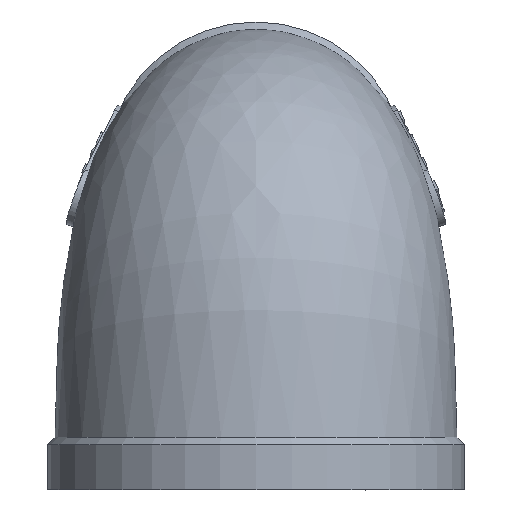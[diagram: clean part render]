
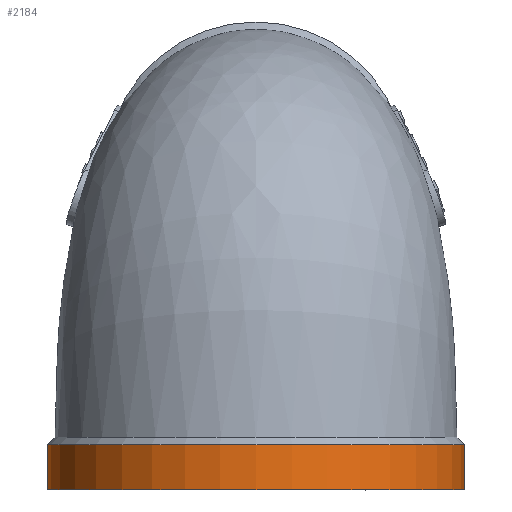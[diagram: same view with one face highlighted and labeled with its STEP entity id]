
A CAD part, left-side view. The second image highlights one B-rep face of the part: STEP entity #2184.
In plain terms, the highlighted cylindrical face has radius 27.6 mm (diameter 55.2 mm), a full revolution.
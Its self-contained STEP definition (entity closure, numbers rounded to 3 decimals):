
#25=CYLINDRICAL_SURFACE('',#2330,27.6);
#707=ORIENTED_EDGE('',*,*,#1342,.T.);
#708=ORIENTED_EDGE('',*,*,#1245,.F.);
#1245=EDGE_CURVE('',#1564,#1564,#1778,.T.);
#1342=EDGE_CURVE('',#1658,#1658,#1787,.T.);
#1564=VERTEX_POINT('',#2906);
#1658=VERTEX_POINT('',#4164);
#1778=CIRCLE('',#2318,27.6);
#1787=CIRCLE('',#2331,27.6);
#1807=EDGE_LOOP('',(#707));
#1808=EDGE_LOOP('',(#708));
#1954=FACE_BOUND('',#1807,.T.);
#1955=FACE_BOUND('',#1808,.T.);
#2184=ADVANCED_FACE('',(#1954,#1955),#25,.T.);
#2318=AXIS2_PLACEMENT_3D('',#2905,#2433,#2434);
#2330=AXIS2_PLACEMENT_3D('',#4162,#2513,#2514);
#2331=AXIS2_PLACEMENT_3D('',#4163,#2515,#2516);
#2433=DIRECTION('',(0.,0.,-1.));
#2434=DIRECTION('',(1.,0.,0.));
#2513=DIRECTION('',(0.,0.,-1.));
#2514=DIRECTION('',(-1.,0.,0.));
#2515=DIRECTION('',(0.,0.,-1.));
#2516=DIRECTION('',(-1.,0.,0.));
#2905=CARTESIAN_POINT('',(-45.,0.,0.));
#2906=CARTESIAN_POINT('',(-17.4,0.,0.));
#4162=CARTESIAN_POINT('',(-45.,0.,7.));
#4163=CARTESIAN_POINT('',(-45.,0.,6.));
#4164=CARTESIAN_POINT('',(-72.6,0.,6.));
